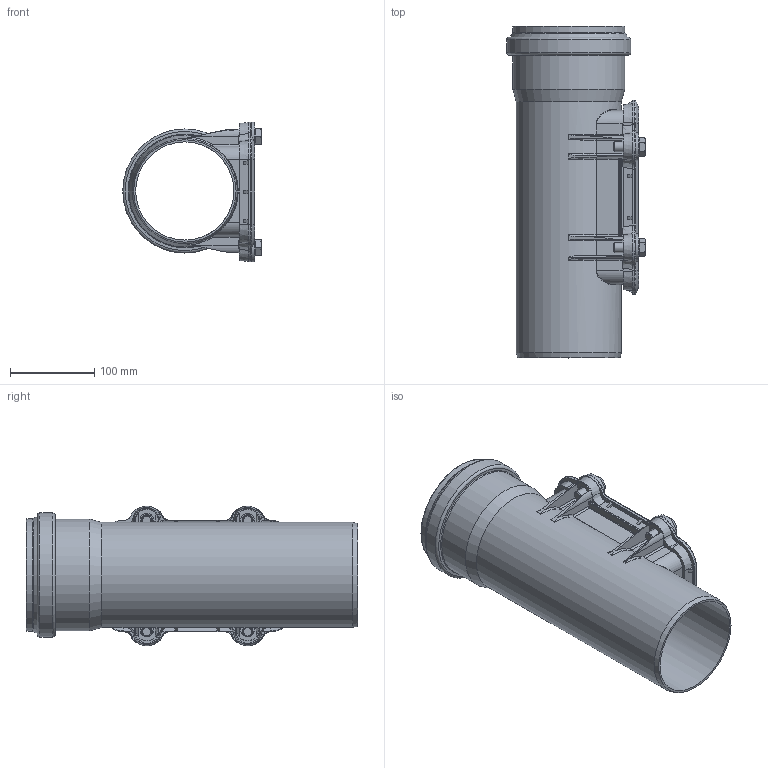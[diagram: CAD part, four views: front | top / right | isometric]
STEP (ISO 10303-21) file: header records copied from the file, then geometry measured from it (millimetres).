
FILE_DESCRIPTION(/* description */ (''),/* implementation_level */ '2;1');
FILE_NAME(/* name */ '778410 KG2000RE Reinigungsrohr DN_OD 125 Zusammenbau.stp',/* time_stamp */ '2017-01-30T12:30:22+01:00',/* author */ ('user1'),/* organization */ (''),/* preprocessor_version */ 'ST-DEVELOPER v16.1',/* originating_system */ 'Autodesk Inventor 2016',/* authorisation */ '');
FILE_SCHEMA (('AUTOMOTIVE_DESIGN { 1 0 10303 214 3 1 1 }'));
Length unit declared in the file: millimetre
Products named in the file (4): 778410 KG2000RE Reinigungsrohr DN_OD 125; 778410 KG2000RE Reinigungsrohr DN_OD 125 Deckel; DIN 933 - M12  x 30; 778410 KG2000RE Reinigungsrohr DN_OD 125 Zusammenbau
Assembly tree (6 placements, depth 2):
  778410 KG2000RE Reinigungsrohr DN_OD 125 Zusammenbau
    778410 KG2000RE Reinigungsrohr DN_OD 125
    778410 KG2000RE Reinigungsrohr DN_OD 125 Deckel
    DIN 933 - M12  x 30  x4
Bounding box: 164.9 x 395 x 166 mm (x, y, z)
Volume: 958398.2 mm3; surface area: 463423.6 mm2
Topology: 6 solids, 6 shells, 673 faces, 1607 edges, 940 vertices
Faces by surface type: plane 224, cylinder 198, torus 99, cone 85, bspline 63, sphere 4
Full cylindrical faces by diameter (mm): 11.053 x4, 12 x4, 13 x4, 16 x4, 17.2 x4, 116.9 x1, 125.1 x1, 125.6 x1, 125.9 x2, 133.2 x1, 133.5 x1, 140.2 x1, 147.8 x1
Entity records: 19892 total; most frequent: CARTESIAN_POINT 5908, DIRECTION 3016, ORIENTED_EDGE 2810, EDGE_CURVE 1405, AXIS2_PLACEMENT_3D 1192, VERTEX_POINT 861, EDGE_LOOP 684, LINE 632
